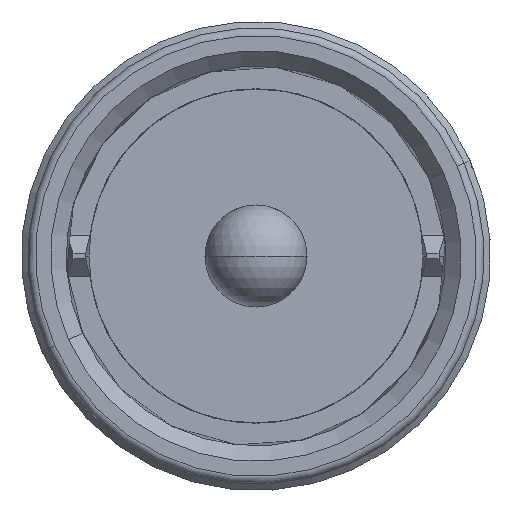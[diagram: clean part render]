
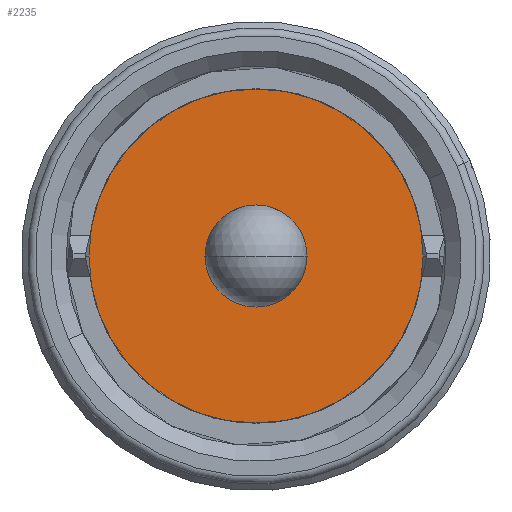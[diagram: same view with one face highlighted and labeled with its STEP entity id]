
A CAD part, left-side view. The second image highlights one B-rep face of the part: STEP entity #2235.
In plain terms, the highlighted planar face has unit normal (-1, 0, 0).
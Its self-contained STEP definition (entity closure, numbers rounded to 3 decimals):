
#40 = EDGE_LOOP ( 'NONE', ( #2440, #2321 ) ) ;
#326 = CIRCLE ( 'NONE', #2270, 1.98 ) ;
#440 = ORIENTED_EDGE ( 'NONE', *, *, #1510, .F. ) ;
#904 = VERTEX_POINT ( 'NONE', #1108 ) ;
#925 = DIRECTION ( 'NONE',  ( 0., 0.895, -0.445 ) ) ;
#1043 = DIRECTION ( 'NONE',  ( -1., 0., 0. ) ) ;
#1103 = VERTEX_POINT ( 'NONE', #1973 ) ;
#1108 = CARTESIAN_POINT ( 'NONE',  ( 0.8, 0., 6.48 ) ) ;
#1231 = EDGE_CURVE ( 'NONE', #904, #2399, #3954, .T. ) ;
#1232 = DIRECTION ( 'NONE',  ( 1., 0., 0. ) ) ;
#1351 = CARTESIAN_POINT ( 'NONE',  ( 0.8, 0., -6.48 ) ) ;
#1469 = AXIS2_PLACEMENT_3D ( 'NONE', #3606, #1232, #925 ) ;
#1470 = FACE_BOUND ( 'NONE', #4051, .T. ) ;
#1510 = EDGE_CURVE ( 'NONE', #3456, #1103, #3701, .T. ) ;
#1576 = CARTESIAN_POINT ( 'NONE',  ( 0.8, 1.98, 0. ) ) ;
#1651 = FACE_OUTER_BOUND ( 'NONE', #40, .T. ) ;
#1655 = CARTESIAN_POINT ( 'NONE',  ( 0.8, 0., 0. ) ) ;
#1777 = ORIENTED_EDGE ( 'NONE', *, *, #3067, .F. ) ;
#1799 = DIRECTION ( 'NONE',  ( -1., 0., 0. ) ) ;
#1956 = DIRECTION ( 'NONE',  ( 0., -0.895, 0.445 ) ) ;
#1973 = CARTESIAN_POINT ( 'NONE',  ( 0.8, -1.98, 0. ) ) ;
#1981 = CIRCLE ( 'NONE', #2055, 6.48 ) ;
#2047 = AXIS2_PLACEMENT_3D ( 'NONE', #2676, #3291, #3904 ) ;
#2055 = AXIS2_PLACEMENT_3D ( 'NONE', #2891, #1043, #3211 ) ;
#2235 = ADVANCED_FACE ( 'NONE', ( #1470, #1651 ), #2643, .F. ) ;
#2270 = AXIS2_PLACEMENT_3D ( 'NONE', #1655, #3835, #1956 ) ;
#2321 = ORIENTED_EDGE ( 'NONE', *, *, #3059, .T. ) ;
#2399 = VERTEX_POINT ( 'NONE', #1351 ) ;
#2440 = ORIENTED_EDGE ( 'NONE', *, *, #1231, .T. ) ;
#2643 = PLANE ( 'NONE',  #1469 ) ;
#2676 = CARTESIAN_POINT ( 'NONE',  ( 0.8, 0., 0. ) ) ;
#2891 = CARTESIAN_POINT ( 'NONE',  ( 0.8, 0., 0. ) ) ;
#3059 = EDGE_CURVE ( 'NONE', #2399, #904, #1981, .T. ) ;
#3067 = EDGE_CURVE ( 'NONE', #1103, #3456, #326, .T. ) ;
#3211 = DIRECTION ( 'NONE',  ( 0., 0., 1. ) ) ;
#3236 = AXIS2_PLACEMENT_3D ( 'NONE', #3652, #1799, #3371 ) ;
#3291 = DIRECTION ( 'NONE',  ( -1., 0., 0. ) ) ;
#3371 = DIRECTION ( 'NONE',  ( 0., -0.895, 0.445 ) ) ;
#3456 = VERTEX_POINT ( 'NONE', #1576 ) ;
#3606 = CARTESIAN_POINT ( 'NONE',  ( 0.8, 0., 0. ) ) ;
#3652 = CARTESIAN_POINT ( 'NONE',  ( 0.8, 0., 0. ) ) ;
#3701 = CIRCLE ( 'NONE', #3236, 1.98 ) ;
#3835 = DIRECTION ( 'NONE',  ( -1., 0., 0. ) ) ;
#3904 = DIRECTION ( 'NONE',  ( 0., 0., 1. ) ) ;
#3954 = CIRCLE ( 'NONE', #2047, 6.48 ) ;
#4051 = EDGE_LOOP ( 'NONE', ( #1777, #440 ) ) ;
